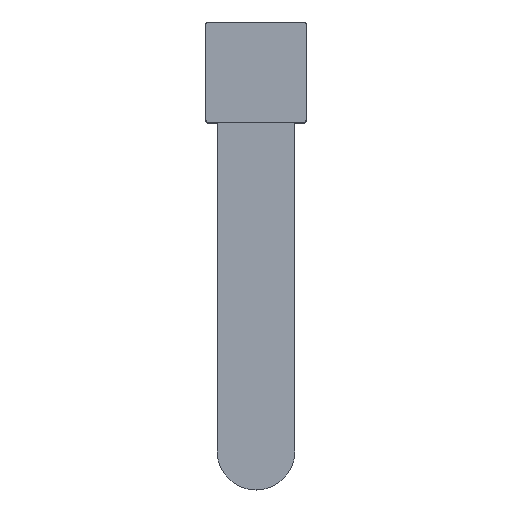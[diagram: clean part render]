
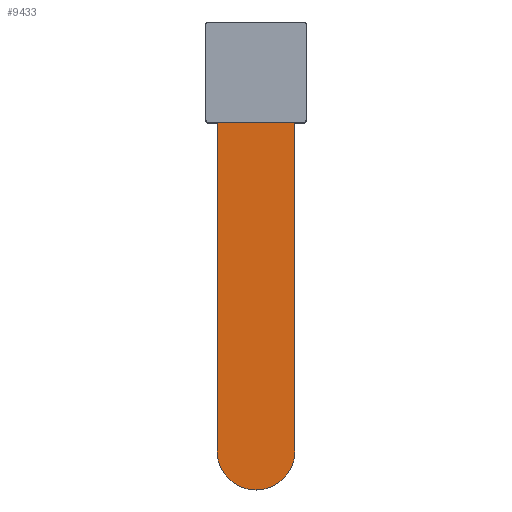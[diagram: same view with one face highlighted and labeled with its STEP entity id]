
A CAD part, top view. The second image highlights one B-rep face of the part: STEP entity #9433.
In plain terms, the highlighted planar face has unit normal (0, 0, 1).
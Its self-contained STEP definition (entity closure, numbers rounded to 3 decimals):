
#9368=CARTESIAN_POINT('Axis2P3D Location',(0.,150.,216.5)) ;
#9373=CARTESIAN_POINT('Axis2P3D Location',(0.,150.,216.5)) ;
#9377=CARTESIAN_POINT('Vertex',(17.5,150.,216.5)) ;
#9379=CARTESIAN_POINT('Vertex',(-17.5,150.,216.5)) ;
#9382=CARTESIAN_POINT('Line Origine',(-17.5,65.,216.5)) ;
#9386=CARTESIAN_POINT('Vertex',(-17.5,-20.,216.5)) ;
#9389=CARTESIAN_POINT('Axis2P3D Location',(0.,-20.,216.5)) ;
#9393=CARTESIAN_POINT('Vertex',(17.5,-20.,216.5)) ;
#9396=CARTESIAN_POINT('Line Origine',(17.5,65.,216.5)) ;
#9407=CARTESIAN_POINT('Axis2P3D Location',(0.,150.,216.5)) ;
#9411=CARTESIAN_POINT('Vertex',(0.,163.75,216.5)) ;
#9413=CARTESIAN_POINT('Vertex',(0.,136.25,216.5)) ;
#9416=CARTESIAN_POINT('Axis2P3D Location',(0.,150.,216.5)) ;
#9420=CARTESIAN_POINT('Vertex',(-11.908,143.125,216.5)) ;
#9423=CARTESIAN_POINT('Axis2P3D Location',(0.,150.,216.5)) ;
#9384=VECTOR('Line Direction',#9383,1.) ;
#9398=VECTOR('Line Direction',#9397,1.) ;
#9369=DIRECTION('Axis2P3D Direction',(0.,0.,1.)) ;
#9370=DIRECTION('Axis2P3D XDirection',(0.,1.,0.)) ;
#9374=DIRECTION('Axis2P3D Direction',(0.,0.,1.)) ;
#9383=DIRECTION('Vector Direction',(0.,1.,0.)) ;
#9390=DIRECTION('Axis2P3D Direction',(0.,0.,1.)) ;
#9397=DIRECTION('Vector Direction',(0.,-1.,0.)) ;
#9408=DIRECTION('Axis2P3D Direction',(0.,0.,1.)) ;
#9417=DIRECTION('Axis2P3D Direction',(0.,0.,1.)) ;
#9424=DIRECTION('Axis2P3D Direction',(0.,0.,1.)) ;
#9371=AXIS2_PLACEMENT_3D('Plane Axis2P3D',#9368,#9369,#9370) ;
#9375=AXIS2_PLACEMENT_3D('Circle Axis2P3D',#9373,#9374,$) ;
#9391=AXIS2_PLACEMENT_3D('Circle Axis2P3D',#9389,#9390,$) ;
#9409=AXIS2_PLACEMENT_3D('Circle Axis2P3D',#9407,#9408,$) ;
#9418=AXIS2_PLACEMENT_3D('Circle Axis2P3D',#9416,#9417,$) ;
#9425=AXIS2_PLACEMENT_3D('Circle Axis2P3D',#9423,#9424,$) ;
#9385=LINE('Line',#9382,#9384) ;
#9399=LINE('Line',#9396,#9398) ;
#9376=CIRCLE('generated circle',#9375,17.5) ;
#9392=CIRCLE('generated circle',#9391,17.5) ;
#9410=CIRCLE('generated circle',#9409,13.75) ;
#9419=CIRCLE('generated circle',#9418,13.75) ;
#9426=CIRCLE('generated circle',#9425,13.75) ;
#9372=PLANE('',#9371) ;
#9432=FACE_BOUND('',#9428,.T.) ;
#9381=EDGE_CURVE('',#9378,#9380,#9376,.T.) ;
#9388=EDGE_CURVE('',#9380,#9387,#9385,.F.) ;
#9395=EDGE_CURVE('',#9387,#9394,#9392,.T.) ;
#9400=EDGE_CURVE('',#9394,#9378,#9399,.F.) ;
#9415=EDGE_CURVE('',#9412,#9414,#9410,.F.) ;
#9422=EDGE_CURVE('',#9414,#9421,#9419,.F.) ;
#9427=EDGE_CURVE('',#9421,#9412,#9426,.F.) ;
#9402=ORIENTED_EDGE('',*,*,#9381,.T.) ;
#9403=ORIENTED_EDGE('',*,*,#9388,.T.) ;
#9404=ORIENTED_EDGE('',*,*,#9395,.T.) ;
#9405=ORIENTED_EDGE('',*,*,#9400,.T.) ;
#9429=ORIENTED_EDGE('',*,*,#9415,.T.) ;
#9430=ORIENTED_EDGE('',*,*,#9422,.T.) ;
#9431=ORIENTED_EDGE('',*,*,#9427,.T.) ;
#9401=EDGE_LOOP('',(#9402,#9403,#9404,#9405)) ;
#9428=EDGE_LOOP('',(#9429,#9430,#9431)) ;
#9378=VERTEX_POINT('',#9377) ;
#9380=VERTEX_POINT('',#9379) ;
#9387=VERTEX_POINT('',#9386) ;
#9394=VERTEX_POINT('',#9393) ;
#9412=VERTEX_POINT('',#9411) ;
#9414=VERTEX_POINT('',#9413) ;
#9421=VERTEX_POINT('',#9420) ;
#9433=ADVANCED_FACE('Superficie.108',(#9406,#9432),#9372,.T.) ;
#9406=FACE_OUTER_BOUND('',#9401,.T.) ;
